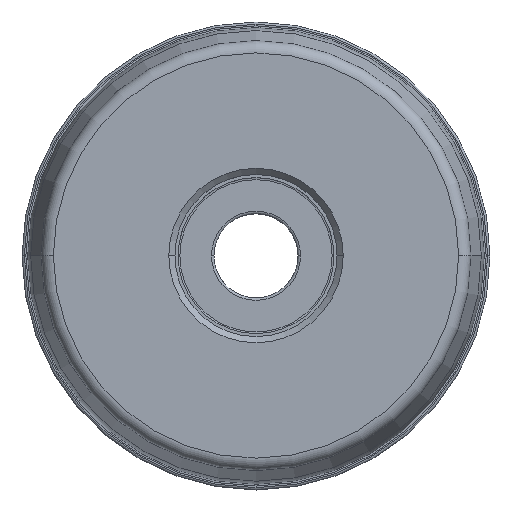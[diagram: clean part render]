
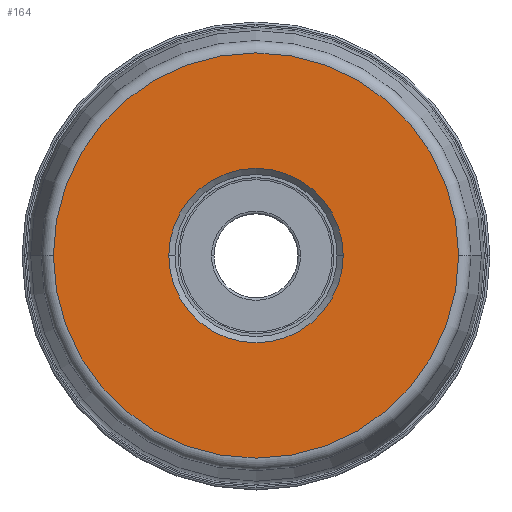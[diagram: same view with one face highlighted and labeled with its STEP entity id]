
A CAD part, top view. The second image highlights one B-rep face of the part: STEP entity #164.
In plain terms, the highlighted planar face has unit normal (0, 0, 1).
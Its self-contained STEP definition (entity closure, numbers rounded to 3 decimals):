
#61=PLANE('',#1801);
#71=FACE_BOUND('',#372,.T.);
#72=FACE_BOUND('',#373,.T.);
#164=ADVANCED_FACE('',(#71,#72),#61,.F.);
#372=EDGE_LOOP('',(#702,#703,#704,#705));
#373=EDGE_LOOP('',(#706,#707));
#702=ORIENTED_EDGE('',*,*,#1118,.T.);
#703=ORIENTED_EDGE('',*,*,#1123,.T.);
#704=ORIENTED_EDGE('',*,*,#1122,.F.);
#705=ORIENTED_EDGE('',*,*,#1119,.T.);
#706=ORIENTED_EDGE('',*,*,#1124,.T.);
#707=ORIENTED_EDGE('',*,*,#1125,.T.);
#928=VERTEX_POINT('',#2803);
#929=VERTEX_POINT('',#2804);
#930=VERTEX_POINT('',#2806);
#931=VERTEX_POINT('',#2811);
#932=VERTEX_POINT('',#2815);
#933=VERTEX_POINT('',#2816);
#1118=EDGE_CURVE('',#928,#929,#1318,.T.);
#1119=EDGE_CURVE('',#930,#928,#1319,.T.);
#1122=EDGE_CURVE('',#930,#931,#1322,.T.);
#1123=EDGE_CURVE('',#929,#931,#1323,.T.);
#1124=EDGE_CURVE('',#932,#933,#1324,.T.);
#1125=EDGE_CURVE('',#933,#932,#1325,.T.);
#1318=CIRCLE('',#1791,33.);
#1319=CIRCLE('',#1792,33.);
#1322=CIRCLE('',#1796,33.);
#1323=CIRCLE('',#1797,33.);
#1324=CIRCLE('',#1799,14.2);
#1325=CIRCLE('',#1800,14.2);
#1791=AXIS2_PLACEMENT_3D('',#2802,#2298,#2299);
#1792=AXIS2_PLACEMENT_3D('',#2805,#2300,#2301);
#1796=AXIS2_PLACEMENT_3D('',#2810,#2308,#2309);
#1797=AXIS2_PLACEMENT_3D('',#2812,#2310,#2311);
#1799=AXIS2_PLACEMENT_3D('',#2814,#2314,#2315);
#1800=AXIS2_PLACEMENT_3D('',#2817,#2316,#2317);
#1801=AXIS2_PLACEMENT_3D('',#2818,#2318,#2319);
#2298=DIRECTION('',(0.,0.,1.));
#2299=DIRECTION('',(-1.,0.,0.));
#2300=DIRECTION('',(0.,0.,1.));
#2301=DIRECTION('',(-1.,0.,0.));
#2308=DIRECTION('',(0.,0.,-1.));
#2309=DIRECTION('',(1.,0.,0.));
#2310=DIRECTION('',(0.,0.,1.));
#2311=DIRECTION('',(1.,0.,0.));
#2314=DIRECTION('',(0.,0.,-1.));
#2315=DIRECTION('',(-1.,0.,0.));
#2316=DIRECTION('',(0.,0.,-1.));
#2317=DIRECTION('',(1.,0.,0.));
#2318=DIRECTION('',(0.,0.,-1.));
#2319=DIRECTION('',(1.,0.,0.));
#2802=CARTESIAN_POINT('',(0.,0.,0.));
#2803=CARTESIAN_POINT('',(-33.,-0.015,0.));
#2804=CARTESIAN_POINT('',(33.,0.,0.));
#2805=CARTESIAN_POINT('',(0.,0.,0.));
#2806=CARTESIAN_POINT('',(-33.,0.,0.));
#2810=CARTESIAN_POINT('',(0.,0.,0.));
#2811=CARTESIAN_POINT('',(33.,0.015,0.));
#2812=CARTESIAN_POINT('',(0.,0.,0.));
#2814=CARTESIAN_POINT('',(0.,0.,0.));
#2815=CARTESIAN_POINT('',(-14.2,0.,0.));
#2816=CARTESIAN_POINT('',(14.2,0.,0.));
#2817=CARTESIAN_POINT('',(0.,0.,0.));
#2818=CARTESIAN_POINT('',(0.,0.,0.));
